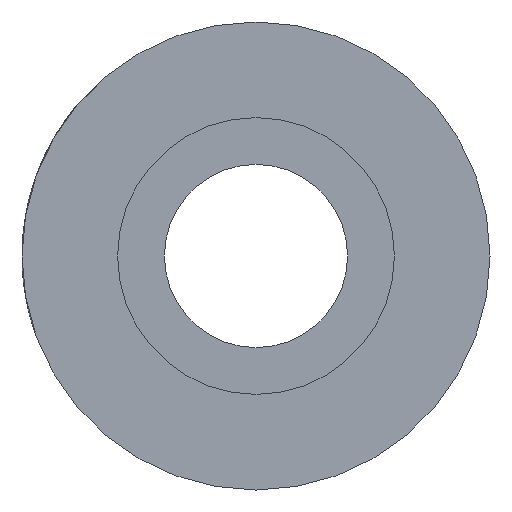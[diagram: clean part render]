
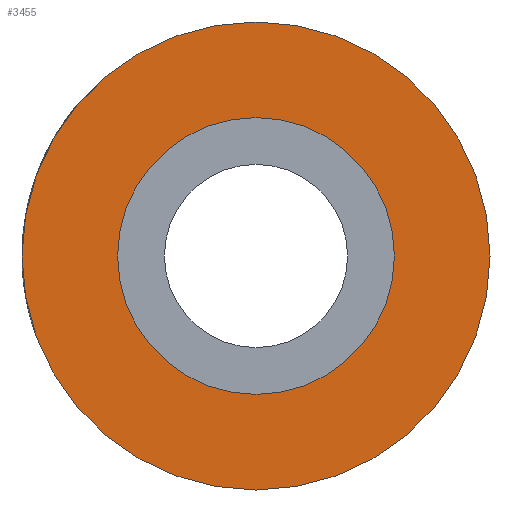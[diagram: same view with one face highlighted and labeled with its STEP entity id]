
A CAD part, left-side view. The second image highlights one B-rep face of the part: STEP entity #3455.
In plain terms, the highlighted planar face has unit normal (-1, 0, 0).
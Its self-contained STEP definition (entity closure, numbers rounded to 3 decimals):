
#179 = EDGE_CURVE ( 'NONE', #3775, #5436, #3310, .T. ) ;
#336 = CARTESIAN_POINT ( 'NONE',  ( 0., 0., -11.5 ) ) ;
#446 = AXIS2_PLACEMENT_3D ( 'NONE', #6312, #1600, #1629 ) ;
#881 = AXIS2_PLACEMENT_3D ( 'NONE', #4087, #1945, #5008 ) ;
#1012 = ORIENTED_EDGE ( 'NONE', *, *, #179, .T. ) ;
#1125 = CARTESIAN_POINT ( 'NONE',  ( 0., 0., 11.5 ) ) ;
#1190 = DIRECTION ( 'NONE',  ( -1., 0., 0. ) ) ;
#1357 = FACE_BOUND ( 'NONE', #5669, .T. ) ;
#1600 = DIRECTION ( 'NONE',  ( -1., 0., 0. ) ) ;
#1629 = DIRECTION ( 'NONE',  ( 0., 0., 1. ) ) ;
#1702 = DIRECTION ( 'NONE',  ( 0., 0., 1. ) ) ;
#1818 = ORIENTED_EDGE ( 'NONE', *, *, #4974, .T. ) ;
#1945 = DIRECTION ( 'NONE',  ( -1., 0., 0. ) ) ;
#1976 = CARTESIAN_POINT ( 'NONE',  ( 0., 0., 6.8 ) ) ;
#2383 = CARTESIAN_POINT ( 'NONE',  ( 0., 0., 0. ) ) ;
#2736 = AXIS2_PLACEMENT_3D ( 'NONE', #5493, #1190, #1702 ) ;
#3060 = ORIENTED_EDGE ( 'NONE', *, *, #4011, .F. ) ;
#3310 = CIRCLE ( 'NONE', #6604, 11.5 ) ;
#3455 = ADVANCED_FACE ( 'NONE', ( #1357, #5992 ), #6137, .F. ) ;
#3518 = DIRECTION ( 'NONE',  ( 0., 0., 1. ) ) ;
#3775 = VERTEX_POINT ( 'NONE', #1125 ) ;
#3844 = CIRCLE ( 'NONE', #446, 6.8 ) ;
#4011 = EDGE_CURVE ( 'NONE', #5898, #5929, #6470, .T. ) ;
#4087 = CARTESIAN_POINT ( 'NONE',  ( 0., 0., 0. ) ) ;
#4237 = ORIENTED_EDGE ( 'NONE', *, *, #5690, .F. ) ;
#4419 = DIRECTION ( 'NONE',  ( 0., 0., -1. ) ) ;
#4974 = EDGE_CURVE ( 'NONE', #5436, #3775, #6705, .T. ) ;
#5008 = DIRECTION ( 'NONE',  ( 0., 0., 1. ) ) ;
#5132 = DIRECTION ( 'NONE',  ( -1., 0., 0. ) ) ;
#5153 = EDGE_LOOP ( 'NONE', ( #1012, #1818 ) ) ;
#5436 = VERTEX_POINT ( 'NONE', #336 ) ;
#5488 = AXIS2_PLACEMENT_3D ( 'NONE', #2383, #6651, #4419 ) ;
#5493 = CARTESIAN_POINT ( 'NONE',  ( 0., 0., 0. ) ) ;
#5669 = EDGE_LOOP ( 'NONE', ( #3060, #4237 ) ) ;
#5690 = EDGE_CURVE ( 'NONE', #5929, #5898, #3844, .T. ) ;
#5898 = VERTEX_POINT ( 'NONE', #1976 ) ;
#5929 = VERTEX_POINT ( 'NONE', #6757 ) ;
#5992 = FACE_OUTER_BOUND ( 'NONE', #5153, .T. ) ;
#6137 = PLANE ( 'NONE',  #5488 ) ;
#6312 = CARTESIAN_POINT ( 'NONE',  ( 0., 0., 0. ) ) ;
#6470 = CIRCLE ( 'NONE', #2736, 6.8 ) ;
#6604 = AXIS2_PLACEMENT_3D ( 'NONE', #6747, #5132, #3518 ) ;
#6651 = DIRECTION ( 'NONE',  ( 1., 0., 0. ) ) ;
#6705 = CIRCLE ( 'NONE', #881, 11.5 ) ;
#6747 = CARTESIAN_POINT ( 'NONE',  ( 0., 0., 0. ) ) ;
#6757 = CARTESIAN_POINT ( 'NONE',  ( 0., 0., -6.8 ) ) ;
